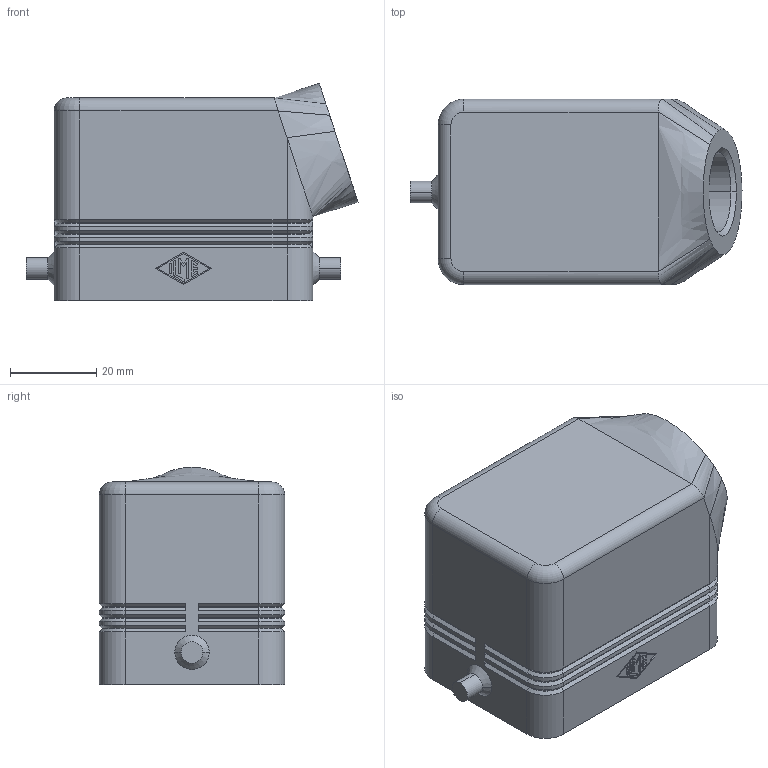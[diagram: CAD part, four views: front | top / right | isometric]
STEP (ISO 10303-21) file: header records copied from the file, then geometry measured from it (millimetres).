
FILE_DESCRIPTION(('Creo Elements/Direct Modeling STEP Export'),'2;1');
FILE_NAME('0lndrp33te7c2c53600','2015-10-28T14:48:19',(''),(''),'PTC Creo Elements/Direct Modeling STEP processor for AP214 (Solid Model)','PTC Creo Elements/Direct Modeling 19.0B 21-Mar-2015 (C) Parametric Technology GmbH','');
FILE_SCHEMA(('AUTOMOTIVE_DESIGN { 1 0 10303 214 1 1 1 1 }'));
Length unit declared in the file: millimetre
Products named in the file (1): MHOS_06_L20
Bounding box: 76.96 x 43 x 50.41 mm (x, y, z)
Volume: 45251.8 mm3; surface area: 23161.8 mm2
Topology: 1 solids, 1 shells, 266 faces, 638 edges, 384 vertices
Faces by surface type: plane 141, cylinder 77, cone 38, bspline 8, torus 2
Entity records: 7899 total; most frequent: CARTESIAN_POINT 1803, ORIENTED_EDGE 1260, DIRECTION 1248, EDGE_CURVE 630, VECTOR 450, LINE 450, AXIS2_PLACEMENT_3D 399, VERTEX_POINT 384
